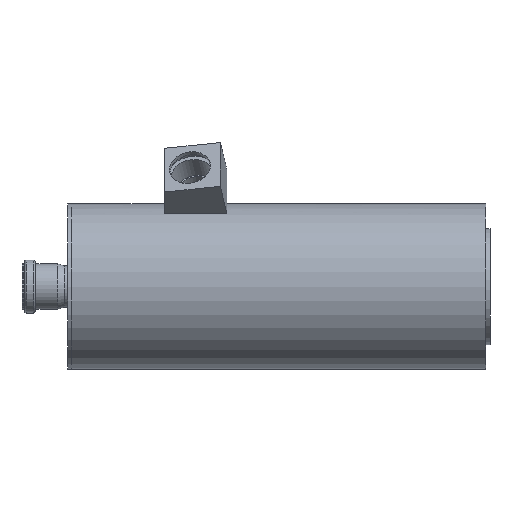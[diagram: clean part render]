
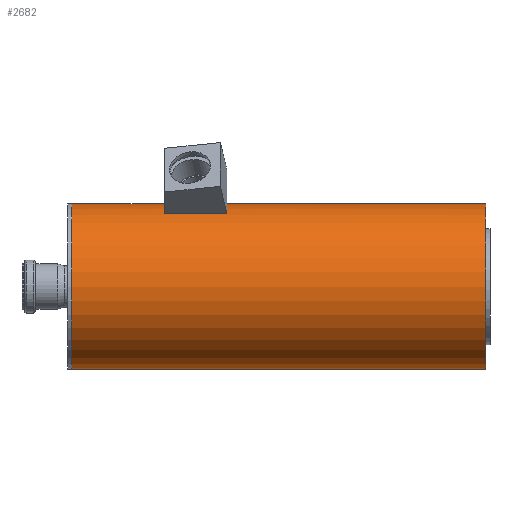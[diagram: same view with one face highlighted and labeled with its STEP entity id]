
A CAD part, left-side view. The second image highlights one B-rep face of the part: STEP entity #2682.
In plain terms, the highlighted cylindrical face has radius 100 mm (diameter 200 mm), a full revolution.
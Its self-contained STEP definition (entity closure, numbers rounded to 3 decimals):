
#182=FACE_BOUND('',#588,.T.);
#228=CIRCLE('',#3056,100.);
#229=CIRCLE('',#3057,100.);
#430=FACE_OUTER_BOUND('',#587,.T.);
#587=EDGE_LOOP('',(#1840,#1841,#1842,#1843));
#588=EDGE_LOOP('',(#1844,#1845));
#787=LINE('',#4511,#964);
#964=VECTOR('',#3444,100.);
#1141=B_SPLINE_CURVE_WITH_KNOTS('',3,(#4433,#4434,#4435,#4436,#4437,#4438,
#4439,#4440,#4441,#4442,#4443,#4444,#4445,#4446,#4447,#4448,#4449,#4450,
#4451,#4452,#4453,#4454,#4455,#4456,#4457,#4458,#4459,#4460,#4461,#4462,
#4463,#4464,#4465,#4466),.UNSPECIFIED.,.F.,.F.,(4,2,2,2,2,2,2,2,2,2,2,2,
2,2,2,2,4),(0.,0.704,1.409,2.113,2.818,
3.522,4.226,4.93,5.633,6.337,
7.041,7.745,8.449,9.154,9.858,
10.562,11.267),.UNSPECIFIED.);
#1142=B_SPLINE_CURVE_WITH_KNOTS('',3,(#4467,#4468,#4469,#4470,#4471,#4472,
#4473,#4474,#4475,#4476,#4477,#4478,#4479,#4480,#4481,#4482,#4483,#4484,
#4485,#4486,#4487,#4488,#4489,#4490,#4491,#4492,#4493,#4494,#4495,#4496,
#4497,#4498,#4499,#4500),.UNSPECIFIED.,.F.,.F.,(4,2,2,2,2,2,2,2,2,2,2,2,
2,2,2,2,4),(11.267,11.971,12.676,13.38,
14.085,14.789,15.493,16.196,16.9,
17.604,18.308,19.012,19.716,20.421,
21.125,21.829,22.534),.UNSPECIFIED.);
#1161=VERTEX_POINT('',#4430);
#1162=VERTEX_POINT('',#4432);
#1165=VERTEX_POINT('',#4508);
#1166=VERTEX_POINT('',#4510);
#1432=EDGE_CURVE('',#1162,#1161,#1141,.T.);
#1433=EDGE_CURVE('',#1161,#1162,#1142,.T.);
#1437=EDGE_CURVE('',#1165,#1165,#228,.T.);
#1438=EDGE_CURVE('',#1165,#1166,#787,.T.);
#1439=EDGE_CURVE('',#1166,#1166,#229,.T.);
#1840=ORIENTED_EDGE('',*,*,#1437,.F.);
#1841=ORIENTED_EDGE('',*,*,#1438,.T.);
#1842=ORIENTED_EDGE('',*,*,#1439,.T.);
#1843=ORIENTED_EDGE('',*,*,#1438,.F.);
#1844=ORIENTED_EDGE('',*,*,#1432,.T.);
#1845=ORIENTED_EDGE('',*,*,#1433,.T.);
#2628=CYLINDRICAL_SURFACE('',#3055,100.);
#2682=ADVANCED_FACE('',(#430,#182),#2628,.T.);
#3055=AXIS2_PLACEMENT_3D('',#4507,#3440,#3441);
#3056=AXIS2_PLACEMENT_3D('',#4509,#3442,#3443);
#3057=AXIS2_PLACEMENT_3D('',#4512,#3445,#3446);
#3440=DIRECTION('center_axis',(0.,-1.,0.));
#3441=DIRECTION('ref_axis',(1.,0.,0.));
#3442=DIRECTION('center_axis',(0.,-1.,0.));
#3443=DIRECTION('ref_axis',(1.,0.,0.));
#3444=DIRECTION('',(0.,1.,0.));
#3445=DIRECTION('center_axis',(0.,-1.,0.));
#3446=DIRECTION('ref_axis',(1.,0.,0.));
#4430=CARTESIAN_POINT('',(37.,-150.,92.903));
#4432=CARTESIAN_POINT('',(-37.,-150.,92.903));
#4433=CARTESIAN_POINT('Ctrl Pts',(-37.,-150.,92.903));
#4434=CARTESIAN_POINT('Ctrl Pts',(-37.,-147.652,92.903));
#4435=CARTESIAN_POINT('Ctrl Pts',(-36.773,-145.232,92.995));
#4436=CARTESIAN_POINT('Ctrl Pts',(-35.825,-140.433,93.364));
#4437=CARTESIAN_POINT('Ctrl Pts',(-35.105,-138.054,93.641));
#4438=CARTESIAN_POINT('Ctrl Pts',(-33.211,-133.504,94.33));
#4439=CARTESIAN_POINT('Ctrl Pts',(-32.035,-131.328,94.741));
#4440=CARTESIAN_POINT('Ctrl Pts',(-29.327,-127.31,95.614));
#4441=CARTESIAN_POINT('Ctrl Pts',(-27.794,-125.468,96.075));
#4442=CARTESIAN_POINT('Ctrl Pts',(-24.533,-122.208,96.959));
#4443=CARTESIAN_POINT('Ctrl Pts',(-22.691,-120.675,97.413));
#4444=CARTESIAN_POINT('Ctrl Pts',(-18.673,-117.966,98.263));
#4445=CARTESIAN_POINT('Ctrl Pts',(-16.497,-116.79,98.657));
#4446=CARTESIAN_POINT('Ctrl Pts',(-11.945,-114.894,99.311));
#4447=CARTESIAN_POINT('Ctrl Pts',(-9.565,-114.174,99.571));
#4448=CARTESIAN_POINT('Ctrl Pts',(-4.766,-113.227,99.915));
#4449=CARTESIAN_POINT('Ctrl Pts',(-2.346,-113.,100.));
#4450=CARTESIAN_POINT('Ctrl Pts',(2.346,-113.,100.));
#4451=CARTESIAN_POINT('Ctrl Pts',(4.766,-113.227,99.915));
#4452=CARTESIAN_POINT('Ctrl Pts',(9.565,-114.174,99.571));
#4453=CARTESIAN_POINT('Ctrl Pts',(11.945,-114.894,99.311));
#4454=CARTESIAN_POINT('Ctrl Pts',(16.497,-116.79,98.657));
#4455=CARTESIAN_POINT('Ctrl Pts',(18.673,-117.966,98.263));
#4456=CARTESIAN_POINT('Ctrl Pts',(22.691,-120.675,97.413));
#4457=CARTESIAN_POINT('Ctrl Pts',(24.533,-122.208,96.959));
#4458=CARTESIAN_POINT('Ctrl Pts',(27.794,-125.468,96.075));
#4459=CARTESIAN_POINT('Ctrl Pts',(29.327,-127.31,95.614));
#4460=CARTESIAN_POINT('Ctrl Pts',(32.035,-131.328,94.741));
#4461=CARTESIAN_POINT('Ctrl Pts',(33.211,-133.504,94.33));
#4462=CARTESIAN_POINT('Ctrl Pts',(35.105,-138.054,93.641));
#4463=CARTESIAN_POINT('Ctrl Pts',(35.825,-140.433,93.364));
#4464=CARTESIAN_POINT('Ctrl Pts',(36.773,-145.232,92.995));
#4465=CARTESIAN_POINT('Ctrl Pts',(37.,-147.652,92.903));
#4466=CARTESIAN_POINT('Ctrl Pts',(37.,-150.,92.903));
#4467=CARTESIAN_POINT('Ctrl Pts',(37.,-150.,92.903));
#4468=CARTESIAN_POINT('Ctrl Pts',(37.,-152.348,92.903));
#4469=CARTESIAN_POINT('Ctrl Pts',(36.773,-154.768,92.995));
#4470=CARTESIAN_POINT('Ctrl Pts',(35.825,-159.567,93.364));
#4471=CARTESIAN_POINT('Ctrl Pts',(35.105,-161.946,93.641));
#4472=CARTESIAN_POINT('Ctrl Pts',(33.211,-166.496,94.33));
#4473=CARTESIAN_POINT('Ctrl Pts',(32.035,-168.672,94.741));
#4474=CARTESIAN_POINT('Ctrl Pts',(29.327,-172.69,95.614));
#4475=CARTESIAN_POINT('Ctrl Pts',(27.794,-174.532,96.075));
#4476=CARTESIAN_POINT('Ctrl Pts',(24.533,-177.792,96.959));
#4477=CARTESIAN_POINT('Ctrl Pts',(22.691,-179.325,97.413));
#4478=CARTESIAN_POINT('Ctrl Pts',(18.673,-182.034,98.263));
#4479=CARTESIAN_POINT('Ctrl Pts',(16.497,-183.21,98.657));
#4480=CARTESIAN_POINT('Ctrl Pts',(11.945,-185.106,99.311));
#4481=CARTESIAN_POINT('Ctrl Pts',(9.565,-185.826,99.571));
#4482=CARTESIAN_POINT('Ctrl Pts',(4.766,-186.773,99.915));
#4483=CARTESIAN_POINT('Ctrl Pts',(2.346,-187.,100.));
#4484=CARTESIAN_POINT('Ctrl Pts',(-2.346,-187.,100.));
#4485=CARTESIAN_POINT('Ctrl Pts',(-4.766,-186.773,99.915));
#4486=CARTESIAN_POINT('Ctrl Pts',(-9.565,-185.826,99.571));
#4487=CARTESIAN_POINT('Ctrl Pts',(-11.945,-185.106,99.311));
#4488=CARTESIAN_POINT('Ctrl Pts',(-16.497,-183.21,98.657));
#4489=CARTESIAN_POINT('Ctrl Pts',(-18.673,-182.034,98.263));
#4490=CARTESIAN_POINT('Ctrl Pts',(-22.691,-179.325,97.413));
#4491=CARTESIAN_POINT('Ctrl Pts',(-24.533,-177.792,96.959));
#4492=CARTESIAN_POINT('Ctrl Pts',(-27.794,-174.532,96.075));
#4493=CARTESIAN_POINT('Ctrl Pts',(-29.327,-172.69,95.614));
#4494=CARTESIAN_POINT('Ctrl Pts',(-32.035,-168.672,94.741));
#4495=CARTESIAN_POINT('Ctrl Pts',(-33.211,-166.496,94.33));
#4496=CARTESIAN_POINT('Ctrl Pts',(-35.105,-161.946,93.641));
#4497=CARTESIAN_POINT('Ctrl Pts',(-35.825,-159.567,93.364));
#4498=CARTESIAN_POINT('Ctrl Pts',(-36.773,-154.768,92.995));
#4499=CARTESIAN_POINT('Ctrl Pts',(-37.,-152.348,92.903));
#4500=CARTESIAN_POINT('Ctrl Pts',(-37.,-150.,92.903));
#4507=CARTESIAN_POINT('Origin',(0.,0.,0.));
#4508=CARTESIAN_POINT('',(-100.,-500.,0.));
#4509=CARTESIAN_POINT('Origin',(0.,-500.,0.));
#4510=CARTESIAN_POINT('',(-100.,0.,0.));
#4511=CARTESIAN_POINT('',(-100.,0.,0.));
#4512=CARTESIAN_POINT('Origin',(0.,0.,0.));
